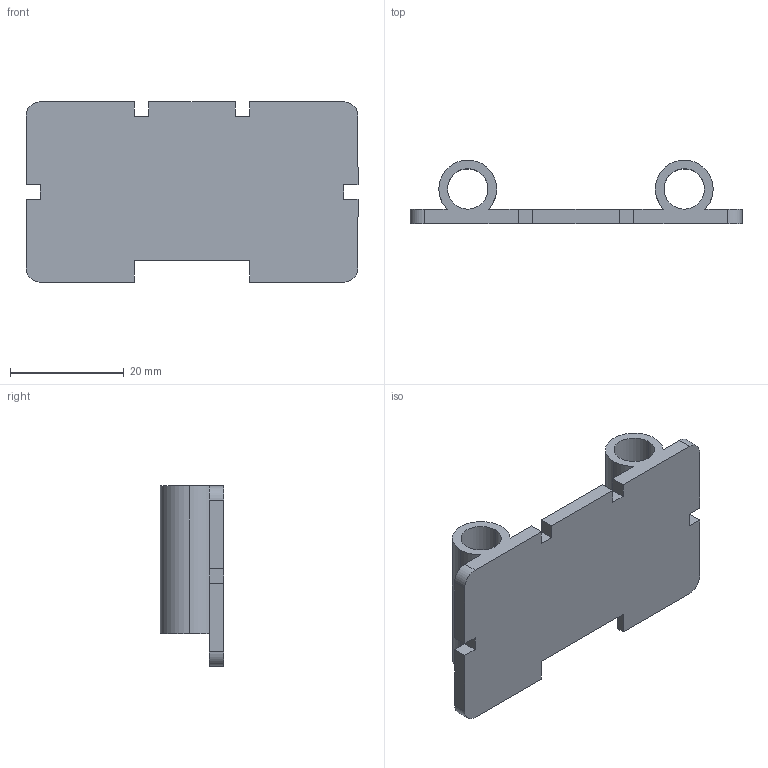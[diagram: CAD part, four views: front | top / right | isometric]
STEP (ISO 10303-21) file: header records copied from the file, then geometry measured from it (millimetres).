
FILE_DESCRIPTION (( 'STEP AP214' ), '1' );
FILE_NAME ('9V Sled Cap.STEP', '2025-11-05T19:18:10', ( '' ), ( '' ), 'SwSTEP 2.0', 'SolidWorks 2025', '' );
FILE_SCHEMA (( 'AUTOMOTIVE_DESIGN' ));
Length unit declared in the file: inch
Products named in the file (1): 9V Sled Cap
Bounding box: 58.42 x 11.18 x 31.75 mm (x, y, z)
Volume: 6154 mm3; surface area: 6171.8 mm2
Topology: 1 solids, 1 shells, 46 faces, 136 edges, 90 vertices
Faces by surface type: plane 32, cylinder 14
Entity records: 1569 total; most frequent: CARTESIAN_POINT 273, ORIENTED_EDGE 272, DIRECTION 260, EDGE_CURVE 136, VECTOR 106, LINE 106, VERTEX_POINT 90, AXIS2_PLACEMENT_3D 77
